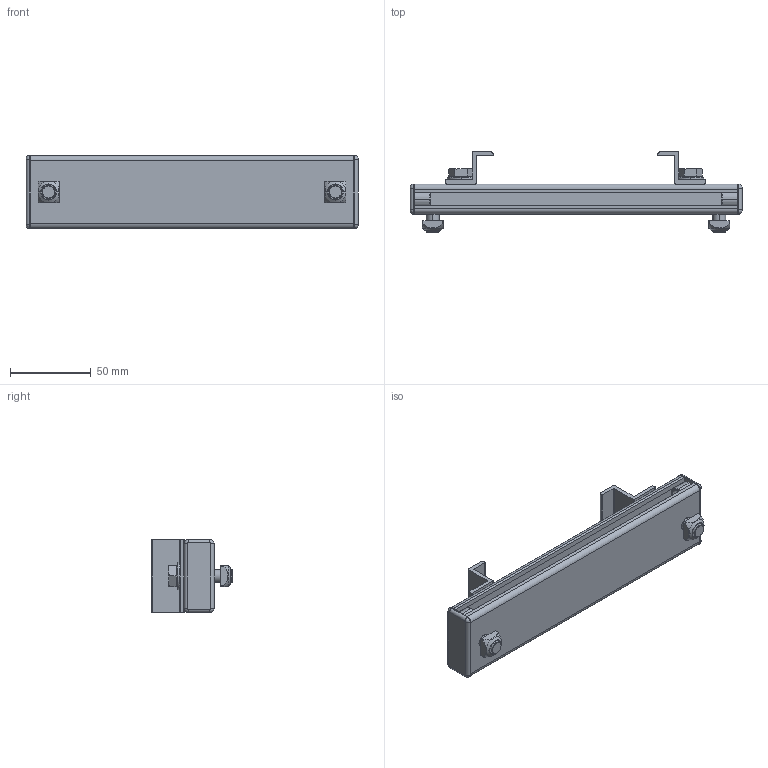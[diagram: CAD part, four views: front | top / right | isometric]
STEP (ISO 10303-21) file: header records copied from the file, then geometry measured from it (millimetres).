
FILE_DESCRIPTION (( 'STEP AP214' ), '1' );
FILE_NAME ('AR.115.115.200.STEP', '2016-04-13T14:36:22', ( '' ), ( '' ), 'SwSTEP 2.0', 'SolidWorks 2016', '' );
FILE_SCHEMA (( 'AUTOMOTIVE_DESIGN' ));
Length unit declared in the file: millimetre
Products named in the file (9): spring lock washer 2_din_DIN 6905-9.3-FSt; 084.302.000 DADI ALUSIC 13x13-1_084.302.004; 0814; 084.101.005_500_Default<A macchina>; AR.000.000.007-1; 084.201.006; 084.301.000 VITI ALUSIC-2_084.301.002; hex screw gradeab_iso_ISO 4017 - M8 x 16-N; AR.115.115.200
Assembly tree (17 placements, depth 2):
  AR.115.115.200
    084.101.005_500_Default<A macchina>
    hex screw gradeab_iso_ISO 4017 - M8 x 16-N  x2
    084.302.000 DADI ALUSIC 13x13-1_084.302.004  x4
    084.301.000 VITI ALUSIC-2_084.301.002  x2
    084.201.006  x2
    spring lock washer 2_din_DIN 6905-9.3-FSt  x2
    0814  x2
    AR.000.000.007-1  x2
Bounding box: 205 x 49.8 x 45 mm (x, y, z)
Volume: 88281.8 mm3; surface area: 69390.8 mm2
Topology: 17 solids, 17 shells, 388 faces, 944 edges, 604 vertices
Faces by surface type: plane 162, cylinder 126, torus 56, cone 28, bspline 16
Entity records: 6950 total; most frequent: CARTESIAN_POINT 1667, DIRECTION 1056, ORIENTED_EDGE 996, EDGE_CURVE 498, AXIS2_PLACEMENT_3D 399, VERTEX_POINT 320, VECTOR 258, LINE 258
